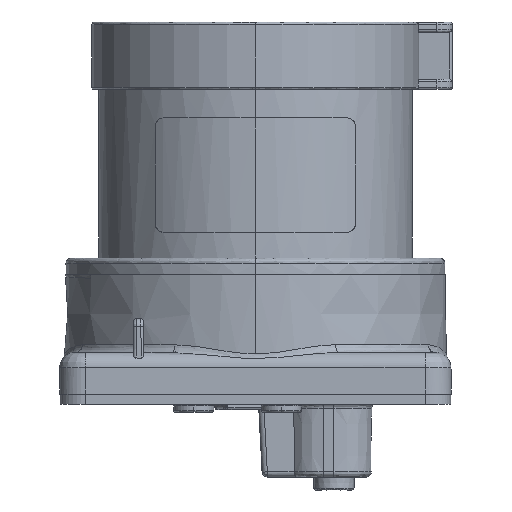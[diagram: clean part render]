
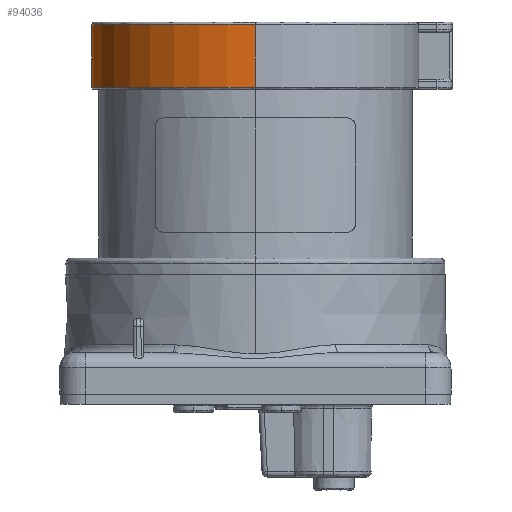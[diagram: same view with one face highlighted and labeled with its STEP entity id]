
A CAD part, left-side view. The second image highlights one B-rep face of the part: STEP entity #94036.
In plain terms, the highlighted cylindrical face has radius 31.5 mm (diameter 63 mm), a partial arc.
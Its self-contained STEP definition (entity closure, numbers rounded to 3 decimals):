
#1721 = ORIENTED_EDGE ( 'NONE', *, *, #85527, .T. ) ;
#2102 = CARTESIAN_POINT ( 'NONE',  ( 31.5, 0., 51.6 ) ) ;
#10580 = CIRCLE ( 'NONE', #90702, 31.5 ) ;
#15262 = DIRECTION ( 'NONE',  ( 0., 0., 1. ) ) ;
#26378 = EDGE_CURVE ( 'NONE', #172266, #102561, #108686, .T. ) ;
#29147 = EDGE_LOOP ( 'NONE', ( #1721, #174897, #81872, #64862 ) ) ;
#30527 = CARTESIAN_POINT ( 'NONE',  ( 0., 0., 51.6 ) ) ;
#33913 = EDGE_CURVE ( 'NONE', #106429, #169480, #162420, .T. ) ;
#42855 = VECTOR ( 'NONE', #100348, 1000. ) ;
#52559 = DIRECTION ( 'NONE',  ( 0., 0., 1. ) ) ;
#56200 = CARTESIAN_POINT ( 'NONE',  ( 31.5, 0., 64.2 ) ) ;
#64862 = ORIENTED_EDGE ( 'NONE', *, *, #26378, .F. ) ;
#72176 = DIRECTION ( 'NONE',  ( 1., 0., 0. ) ) ;
#77448 = CARTESIAN_POINT ( 'NONE',  ( 0., 0., 64.2 ) ) ;
#78604 = AXIS2_PLACEMENT_3D ( 'NONE', #77448, #118501, #78668 ) ;
#78668 = DIRECTION ( 'NONE',  ( 1., 0., 0. ) ) ;
#81872 = ORIENTED_EDGE ( 'NONE', *, *, #130178, .F. ) ;
#85527 = EDGE_CURVE ( 'NONE', #172266, #106429, #10580, .T. ) ;
#90702 = AXIS2_PLACEMENT_3D ( 'NONE', #30527, #15262, #72176 ) ;
#94036 = ADVANCED_FACE ( 'NONE', ( #96165 ), #148814, .T. ) ;
#94053 = CARTESIAN_POINT ( 'NONE',  ( -31.5, 0., 64.2 ) ) ;
#95281 = DIRECTION ( 'NONE',  ( 0., 0., 1. ) ) ;
#96165 = FACE_OUTER_BOUND ( 'NONE', #29147, .T. ) ;
#100348 = DIRECTION ( 'NONE',  ( 0., 0., 1. ) ) ;
#102424 = AXIS2_PLACEMENT_3D ( 'NONE', #152543, #52559, #179556 ) ;
#102561 = VERTEX_POINT ( 'NONE', #167025 ) ;
#106429 = VERTEX_POINT ( 'NONE', #142473 ) ;
#108686 = LINE ( 'NONE', #56200, #42855 ) ;
#118501 = DIRECTION ( 'NONE',  ( 0., 0., 1. ) ) ;
#130178 = EDGE_CURVE ( 'NONE', #102561, #169480, #180618, .T. ) ;
#142473 = CARTESIAN_POINT ( 'NONE',  ( -31.5, 0., 51.6 ) ) ;
#148814 = CYLINDRICAL_SURFACE ( 'NONE', #78604, 31.5 ) ;
#151497 = VECTOR ( 'NONE', #95281, 1000. ) ;
#152543 = CARTESIAN_POINT ( 'NONE',  ( 0., 0., 63.7 ) ) ;
#162420 = LINE ( 'NONE', #94053, #151497 ) ;
#167025 = CARTESIAN_POINT ( 'NONE',  ( 31.5, 0., 63.7 ) ) ;
#167133 = CARTESIAN_POINT ( 'NONE',  ( -31.5, 0., 63.7 ) ) ;
#169480 = VERTEX_POINT ( 'NONE', #167133 ) ;
#172266 = VERTEX_POINT ( 'NONE', #2102 ) ;
#174897 = ORIENTED_EDGE ( 'NONE', *, *, #33913, .T. ) ;
#179556 = DIRECTION ( 'NONE',  ( 1., 0., 0. ) ) ;
#180618 = CIRCLE ( 'NONE', #102424, 31.5 ) ;
